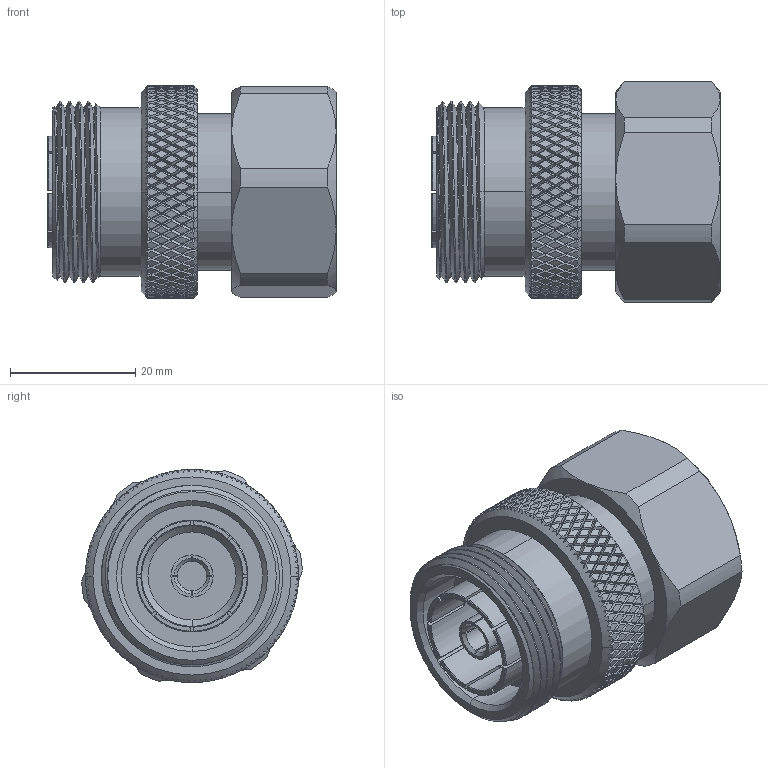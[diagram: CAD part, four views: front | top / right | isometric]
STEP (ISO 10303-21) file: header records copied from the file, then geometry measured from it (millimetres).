
FILE_DESCRIPTION (( 'STEP AP203' ), '1' );
FILE_NAME ('SM3396.step', '2018-03-29T23:07:47', ( '' ), ( '' ), 'SwSTEP 2.0', 'SolidWorks 2017', '' );
FILE_SCHEMA (( 'CONFIG_CONTROL_DESIGN' ));
Products named in the file (1): SM3396
Bounding box: 46.1 x 35.28 x 34.05 mm (x, y, z)
Volume: 24322.3 mm3; surface area: 12854 mm2
Topology: 1 solids, 1 shells, 1986 faces, 4381 edges, 2410 vertices
Faces by surface type: bspline 1446, cylinder 414, plane 69, cone 57
Entity records: 72182 total; most frequent: CARTESIAN_POINT 44681, ORIENTED_EDGE 8762, EDGE_CURVE 4381, VERTEX_POINT 2410, EDGE_LOOP 1999, ADVANCED_FACE 1986, FACE_OUTER_BOUND 1986, DIRECTION 1969
